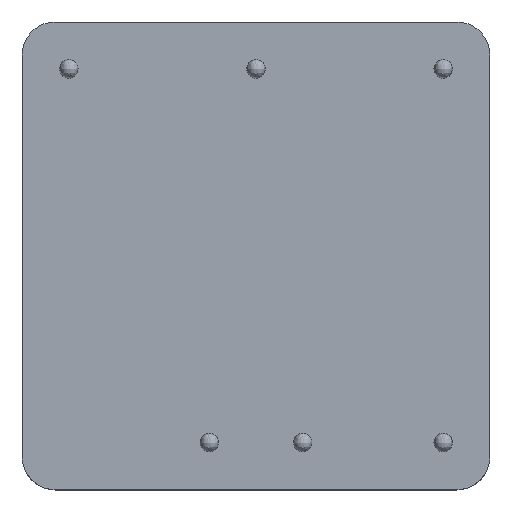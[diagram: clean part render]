
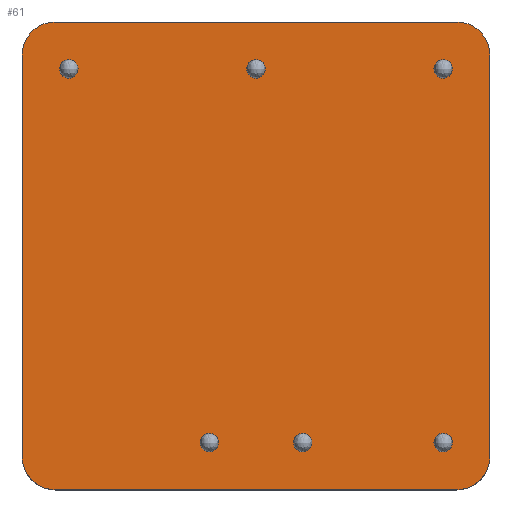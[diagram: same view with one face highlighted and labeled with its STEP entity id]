
A CAD part, top view. The second image highlights one B-rep face of the part: STEP entity #61.
In plain terms, the highlighted planar face has unit normal (0, 0, 1).
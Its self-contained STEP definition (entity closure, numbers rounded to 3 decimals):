
#61=ADVANCED_FACE('NONE',(#113,#114,#115,#116,#117,#118,#119),#120,.T.);
#113=FACE_OUTER_BOUND('',#288,.T.);
#114=FACE_BOUND('',#289,.T.);
#115=FACE_BOUND('',#290,.T.);
#116=FACE_BOUND('',#291,.T.);
#117=FACE_BOUND('',#292,.T.);
#118=FACE_BOUND('',#293,.T.);
#119=FACE_BOUND('',#294,.T.);
#120=PLANE('',#295);
#288=EDGE_LOOP('',(#637,#638,#639,#640,#641,#642,#643,#644));
#289=EDGE_LOOP('',(#645,#646));
#290=EDGE_LOOP('',(#647,#648));
#291=EDGE_LOOP('',(#649,#650));
#292=EDGE_LOOP('',(#651,#652));
#293=EDGE_LOOP('',(#653,#654));
#294=EDGE_LOOP('',(#655,#656));
#295=AXIS2_PLACEMENT_3D('',#657,#658,#659);
#637=ORIENTED_EDGE('',*,*,#874,.T.);
#638=ORIENTED_EDGE('',*,*,#875,.T.);
#639=ORIENTED_EDGE('',*,*,#876,.T.);
#640=ORIENTED_EDGE('',*,*,#877,.T.);
#641=ORIENTED_EDGE('',*,*,#878,.T.);
#642=ORIENTED_EDGE('',*,*,#879,.T.);
#643=ORIENTED_EDGE('',*,*,#880,.T.);
#644=ORIENTED_EDGE('',*,*,#881,.T.);
#645=ORIENTED_EDGE('',*,*,#882,.T.);
#646=ORIENTED_EDGE('',*,*,#850,.T.);
#647=ORIENTED_EDGE('',*,*,#883,.T.);
#648=ORIENTED_EDGE('',*,*,#854,.T.);
#649=ORIENTED_EDGE('',*,*,#884,.T.);
#650=ORIENTED_EDGE('',*,*,#858,.T.);
#651=ORIENTED_EDGE('',*,*,#885,.T.);
#652=ORIENTED_EDGE('',*,*,#862,.T.);
#653=ORIENTED_EDGE('',*,*,#886,.T.);
#654=ORIENTED_EDGE('',*,*,#866,.T.);
#655=ORIENTED_EDGE('',*,*,#887,.T.);
#656=ORIENTED_EDGE('',*,*,#870,.T.);
#657=CARTESIAN_POINT('',(0.0,0.0,10.16));
#658=DIRECTION('',(0.0,0.0,1.0));
#659=DIRECTION('',(1.0,0.0,0.0));
#850=EDGE_CURVE('NONE',#958,#959,#960,.T.);
#854=EDGE_CURVE('NONE',#966,#967,#968,.T.);
#858=EDGE_CURVE('NONE',#974,#975,#976,.T.);
#862=EDGE_CURVE('NONE',#982,#983,#984,.T.);
#866=EDGE_CURVE('NONE',#990,#991,#992,.T.);
#870=EDGE_CURVE('NONE',#998,#999,#1000,.T.);
#874=EDGE_CURVE('NONE',#1006,#1007,#1008,.T.);
#875=EDGE_CURVE('NONE',#1007,#1009,#1010,.T.);
#876=EDGE_CURVE('NONE',#1009,#1011,#1012,.T.);
#877=EDGE_CURVE('NONE',#1011,#1013,#1014,.T.);
#878=EDGE_CURVE('NONE',#1013,#1015,#1016,.T.);
#879=EDGE_CURVE('NONE',#1015,#1017,#1018,.T.);
#880=EDGE_CURVE('NONE',#1017,#1019,#1020,.T.);
#881=EDGE_CURVE('NONE',#1019,#1006,#1021,.T.);
#882=EDGE_CURVE('NONE',#959,#958,#1022,.T.);
#883=EDGE_CURVE('NONE',#967,#966,#1023,.T.);
#884=EDGE_CURVE('NONE',#975,#974,#1024,.T.);
#885=EDGE_CURVE('NONE',#983,#982,#1025,.T.);
#886=EDGE_CURVE('NONE',#991,#990,#1026,.T.);
#887=EDGE_CURVE('NONE',#999,#998,#1027,.T.);
#958=VERTEX_POINT('NONE',#1102);
#959=VERTEX_POINT('NONE',#1103);
#960=CIRCLE('',#1104,0.5);
#966=VERTEX_POINT('NONE',#1112);
#967=VERTEX_POINT('NONE',#1113);
#968=CIRCLE('',#1114,0.5);
#974=VERTEX_POINT('NONE',#1122);
#975=VERTEX_POINT('NONE',#1123);
#976=CIRCLE('',#1124,0.5);
#982=VERTEX_POINT('NONE',#1132);
#983=VERTEX_POINT('NONE',#1133);
#984=CIRCLE('',#1134,0.5);
#990=VERTEX_POINT('NONE',#1142);
#991=VERTEX_POINT('NONE',#1143);
#992=CIRCLE('',#1144,0.5);
#998=VERTEX_POINT('NONE',#1152);
#999=VERTEX_POINT('NONE',#1153);
#1000=CIRCLE('',#1154,0.5);
#1006=VERTEX_POINT('NONE',#1162);
#1007=VERTEX_POINT('NONE',#1163);
#1008=CIRCLE('',#1164,1.8);
#1009=VERTEX_POINT('NONE',#1165);
#1010=LINE('',#1166,#1167);
#1011=VERTEX_POINT('NONE',#1168);
#1012=CIRCLE('',#1169,1.8);
#1013=VERTEX_POINT('NONE',#1170);
#1014=LINE('',#1171,#1172);
#1015=VERTEX_POINT('NONE',#1173);
#1016=CIRCLE('',#1174,1.8);
#1017=VERTEX_POINT('NONE',#1175);
#1018=LINE('',#1176,#1177);
#1019=VERTEX_POINT('NONE',#1178);
#1020=CIRCLE('',#1179,1.8);
#1021=LINE('',#1180,#1181);
#1022=CIRCLE('',#1182,0.5);
#1023=CIRCLE('',#1183,0.5);
#1024=CIRCLE('',#1184,0.5);
#1025=CIRCLE('',#1185,0.5);
#1026=CIRCLE('',#1186,0.5);
#1027=CIRCLE('',#1187,0.5);
#1102=CARTESIAN_POINT('',(9.66,10.15,10.16));
#1103=CARTESIAN_POINT('',(10.66,10.15,10.16));
#1104=AXIS2_PLACEMENT_3D('',#1298,#1299,#1300);
#1112=CARTESIAN_POINT('',(-10.66,10.15,10.16));
#1113=CARTESIAN_POINT('',(-9.66,10.15,10.16));
#1114=AXIS2_PLACEMENT_3D('',#1306,#1307,#1308);
#1122=CARTESIAN_POINT('',(2.04,-10.15,10.16));
#1123=CARTESIAN_POINT('',(3.04,-10.15,10.16));
#1124=AXIS2_PLACEMENT_3D('',#1314,#1315,#1316);
#1132=CARTESIAN_POINT('',(-3.04,-10.15,10.16));
#1133=CARTESIAN_POINT('',(-2.04,-10.15,10.16));
#1134=AXIS2_PLACEMENT_3D('',#1322,#1323,#1324);
#1142=CARTESIAN_POINT('',(9.66,-10.15,10.16));
#1143=CARTESIAN_POINT('',(10.66,-10.15,10.16));
#1144=AXIS2_PLACEMENT_3D('',#1330,#1331,#1332);
#1152=CARTESIAN_POINT('',(-0.5,10.15,10.16));
#1153=CARTESIAN_POINT('',(0.5,10.15,10.16));
#1154=AXIS2_PLACEMENT_3D('',#1338,#1339,#1340);
#1162=CARTESIAN_POINT('',(12.7,10.9,10.16));
#1163=CARTESIAN_POINT('',(10.9,12.7,10.16));
#1164=AXIS2_PLACEMENT_3D('',#1346,#1347,#1348);
#1165=CARTESIAN_POINT('',(-10.9,12.7,10.16));
#1166=CARTESIAN_POINT('',(0.0,12.7,10.16));
#1167=VECTOR('',#1349,1000.0);
#1168=CARTESIAN_POINT('',(-12.7,10.9,10.16));
#1169=AXIS2_PLACEMENT_3D('',#1350,#1351,#1352);
#1170=CARTESIAN_POINT('',(-12.7,-10.9,10.16));
#1171=CARTESIAN_POINT('',(-12.7,0.0,10.16));
#1172=VECTOR('',#1353,1000.0);
#1173=CARTESIAN_POINT('',(-10.9,-12.7,10.16));
#1174=AXIS2_PLACEMENT_3D('',#1354,#1355,#1356);
#1175=CARTESIAN_POINT('',(10.9,-12.7,10.16));
#1176=CARTESIAN_POINT('',(0.0,-12.7,10.16));
#1177=VECTOR('',#1357,1000.0);
#1178=CARTESIAN_POINT('',(12.7,-10.9,10.16));
#1179=AXIS2_PLACEMENT_3D('',#1358,#1359,#1360);
#1180=CARTESIAN_POINT('',(12.7,0.0,10.16));
#1181=VECTOR('',#1361,1000.0);
#1182=AXIS2_PLACEMENT_3D('',#1362,#1363,#1364);
#1183=AXIS2_PLACEMENT_3D('',#1365,#1366,#1367);
#1184=AXIS2_PLACEMENT_3D('',#1368,#1369,#1370);
#1185=AXIS2_PLACEMENT_3D('',#1371,#1372,#1373);
#1186=AXIS2_PLACEMENT_3D('',#1374,#1375,#1376);
#1187=AXIS2_PLACEMENT_3D('',#1377,#1378,#1379);
#1298=CARTESIAN_POINT('',(10.16,10.15,10.16));
#1299=DIRECTION('',(0.0,0.0,-1.0));
#1300=DIRECTION('',(1.0,0.0,0.0));
#1306=CARTESIAN_POINT('',(-10.16,10.15,10.16));
#1307=DIRECTION('',(0.0,0.0,-1.0));
#1308=DIRECTION('',(1.0,0.0,0.0));
#1314=CARTESIAN_POINT('',(2.54,-10.15,10.16));
#1315=DIRECTION('',(0.0,0.0,-1.0));
#1316=DIRECTION('',(1.0,0.0,0.0));
#1322=CARTESIAN_POINT('',(-2.54,-10.15,10.16));
#1323=DIRECTION('',(0.0,0.0,-1.0));
#1324=DIRECTION('',(1.0,0.0,0.0));
#1330=CARTESIAN_POINT('',(10.16,-10.15,10.16));
#1331=DIRECTION('',(0.0,0.0,-1.0));
#1332=DIRECTION('',(1.0,0.0,0.0));
#1338=CARTESIAN_POINT('',(0.0,10.15,10.16));
#1339=DIRECTION('',(0.0,0.0,-1.0));
#1340=DIRECTION('',(1.0,0.0,0.0));
#1346=CARTESIAN_POINT('',(10.9,10.9,10.16));
#1347=DIRECTION('',(0.0,0.0,1.0));
#1348=DIRECTION('',(1.0,0.0,0.0));
#1349=DIRECTION('',(-1.0,-0.0,0.0));
#1350=CARTESIAN_POINT('',(-10.9,10.9,10.16));
#1351=DIRECTION('',(0.0,0.0,1.0));
#1352=DIRECTION('',(1.0,0.0,0.0));
#1353=DIRECTION('',(0.0,-1.0,-0.0));
#1354=CARTESIAN_POINT('',(-10.9,-10.9,10.16));
#1355=DIRECTION('',(0.0,0.0,1.0));
#1356=DIRECTION('',(1.0,0.0,0.0));
#1357=DIRECTION('',(1.0,0.0,-0.0));
#1358=CARTESIAN_POINT('',(10.9,-10.9,10.16));
#1359=DIRECTION('',(0.0,0.0,1.0));
#1360=DIRECTION('',(1.0,0.0,0.0));
#1361=DIRECTION('',(-0.0,1.0,0.0));
#1362=CARTESIAN_POINT('',(10.16,10.15,10.16));
#1363=DIRECTION('',(0.0,0.0,-1.0));
#1364=DIRECTION('',(1.0,0.0,0.0));
#1365=CARTESIAN_POINT('',(-10.16,10.15,10.16));
#1366=DIRECTION('',(0.0,0.0,-1.0));
#1367=DIRECTION('',(1.0,0.0,0.0));
#1368=CARTESIAN_POINT('',(2.54,-10.15,10.16));
#1369=DIRECTION('',(0.0,0.0,-1.0));
#1370=DIRECTION('',(1.0,0.0,0.0));
#1371=CARTESIAN_POINT('',(-2.54,-10.15,10.16));
#1372=DIRECTION('',(0.0,0.0,-1.0));
#1373=DIRECTION('',(1.0,0.0,0.0));
#1374=CARTESIAN_POINT('',(10.16,-10.15,10.16));
#1375=DIRECTION('',(0.0,0.0,-1.0));
#1376=DIRECTION('',(1.0,0.0,0.0));
#1377=CARTESIAN_POINT('',(0.0,10.15,10.16));
#1378=DIRECTION('',(0.0,0.0,-1.0));
#1379=DIRECTION('',(1.0,0.0,0.0));
